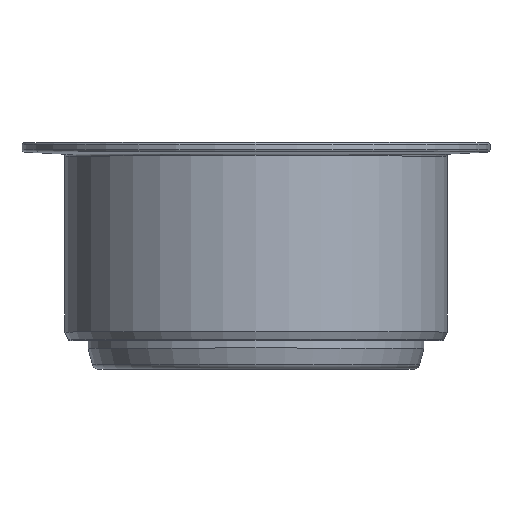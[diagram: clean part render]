
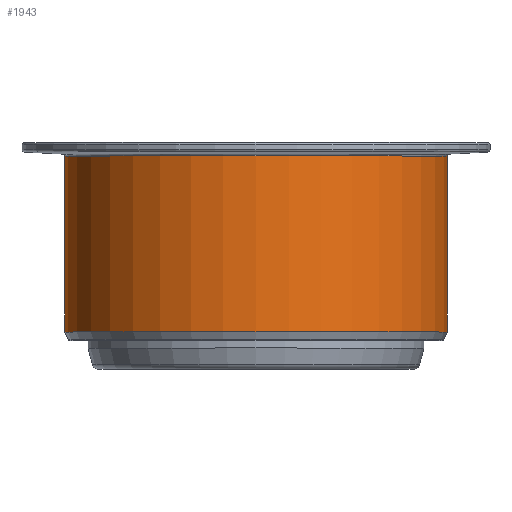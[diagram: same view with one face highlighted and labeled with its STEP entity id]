
A CAD part, top view. The second image highlights one B-rep face of the part: STEP entity #1943.
In plain terms, the highlighted cylindrical face has radius 45.1 mm (diameter 90.2 mm), a full revolution.
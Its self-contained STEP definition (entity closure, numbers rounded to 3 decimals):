
#107=FACE_BOUND('',#493,.T.);
#329=FACE_OUTER_BOUND('',#492,.T.);
#492=EDGE_LOOP('',(#1753));
#493=EDGE_LOOP('',(#1754));
#791=CIRCLE('',#2204,45.1);
#792=CIRCLE('',#2206,45.1);
#964=VERTEX_POINT('',#4065);
#965=VERTEX_POINT('',#4068);
#1233=EDGE_CURVE('',#964,#964,#791,.T.);
#1234=EDGE_CURVE('',#965,#965,#792,.T.);
#1753=ORIENTED_EDGE('',*,*,#1234,.F.);
#1754=ORIENTED_EDGE('',*,*,#1233,.T.);
#1818=CYLINDRICAL_SURFACE('',#2205,45.1);
#1943=ADVANCED_FACE('',(#329,#107),#1818,.T.);
#2204=AXIS2_PLACEMENT_3D('',#4066,#2783,#2784);
#2205=AXIS2_PLACEMENT_3D('',#4067,#2785,#2786);
#2206=AXIS2_PLACEMENT_3D('',#4069,#2787,#2788);
#2783=DIRECTION('center_axis',(0.,-1.,0.));
#2784=DIRECTION('ref_axis',(1.,0.,0.));
#2785=DIRECTION('center_axis',(0.,-1.,0.));
#2786=DIRECTION('ref_axis',(1.,0.,0.));
#2787=DIRECTION('center_axis',(0.,-1.,0.));
#2788=DIRECTION('ref_axis',(1.,0.,0.));
#4065=CARTESIAN_POINT('',(45.1,50.326,0.));
#4066=CARTESIAN_POINT('Origin',(0.,50.326,0.));
#4067=CARTESIAN_POINT('Origin',(0.,29.563,0.));
#4068=CARTESIAN_POINT('',(45.1,8.8,0.));
#4069=CARTESIAN_POINT('Origin',(0.,8.8,0.));
